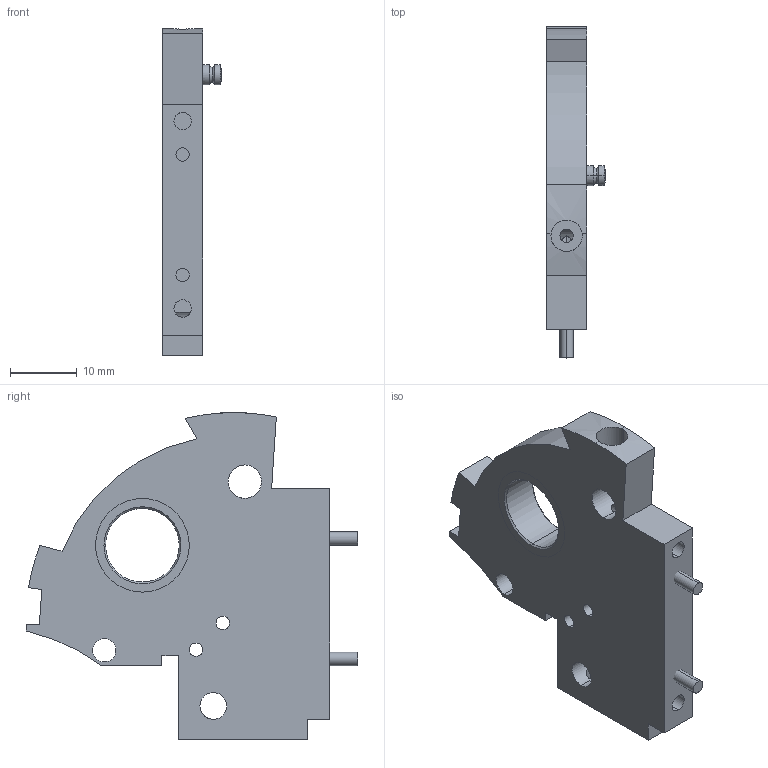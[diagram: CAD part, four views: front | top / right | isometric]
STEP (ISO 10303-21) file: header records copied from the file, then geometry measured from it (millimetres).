
FILE_DESCRIPTION (( 'STEP AP214' ), '1' );
FILE_NAME ('Carriage - Frame Center.STEP', '2025-07-06T08:34:30', ( '' ), ( '' ), 'SwSTEP 2.0', 'SolidWorks 2025', '' );
FILE_SCHEMA (( 'AUTOMOTIVE_DESIGN' ));
Length unit declared in the file: millimetre
Products named in the file (1): Carriage - Frame Center
Bounding box: 8.8 x 49.58 x 48.82 mm (x, y, z)
Volume: 7966.5 mm3; surface area: 5376.1 mm2
Topology: 4 solids, 4 shells, 83 faces, 214 edges, 140 vertices
Faces by surface type: cylinder 44, plane 29, cone 6, torus 4
Entity records: 3126 total; most frequent: CARTESIAN_POINT 755, DIRECTION 448, ORIENTED_EDGE 428, EDGE_CURVE 214, AXIS2_PLACEMENT_3D 174, VERTEX_POINT 140, EDGE_LOOP 106, VECTOR 100
